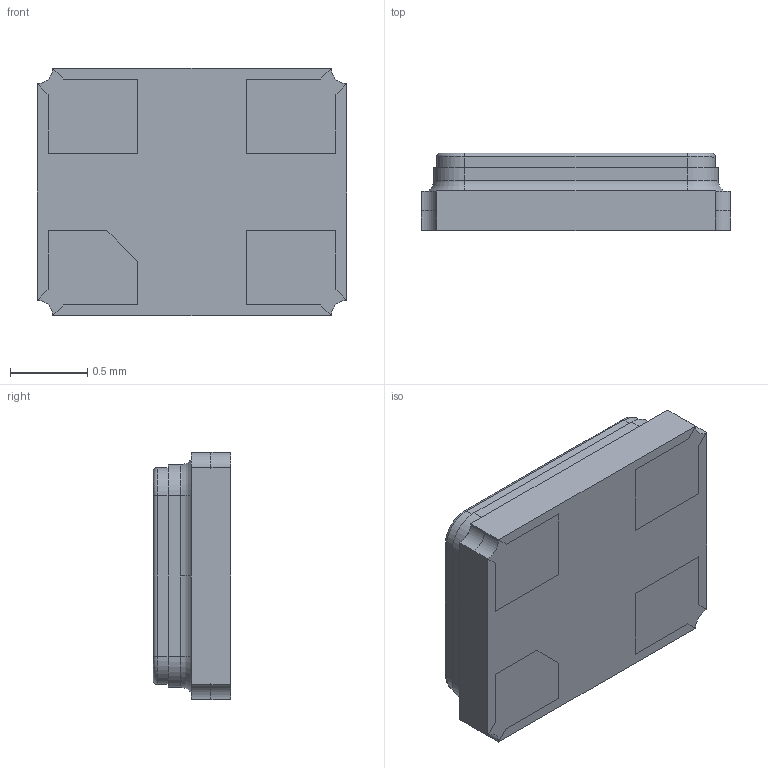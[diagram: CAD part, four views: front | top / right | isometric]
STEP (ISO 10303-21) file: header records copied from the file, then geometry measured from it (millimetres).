
FILE_DESCRIPTION (( 'STEP AP214' ), '1' );
FILE_NAME ('C1E-16.000-12-20100-A-X1-R.STEP', '2025-01-17T10:22:08', ( '' ), ( '' ), 'SwSTEP 2.0', 'SolidWorks 2021', '' );
FILE_SCHEMA (( 'AUTOMOTIVE_DESIGN' ));
Length unit declared in the file: millimetre
Products named in the file (1): C1E-16.000-12-20100-A-X1-R
Bounding box: 2 x 0.5 x 1.6 mm (x, y, z)
Volume: 1.4 mm3; surface area: 24.5 mm2
Topology: 8 solids, 8 shells, 120 faces, 285 edges, 182 vertices
Faces by surface type: plane 83, cylinder 29, torus 8
Entity records: 3519 total; most frequent: DIRECTION 592, CARTESIAN_POINT 588, ORIENTED_EDGE 570, EDGE_CURVE 285, VECTOR 220, LINE 220, AXIS2_PLACEMENT_3D 186, VERTEX_POINT 182
